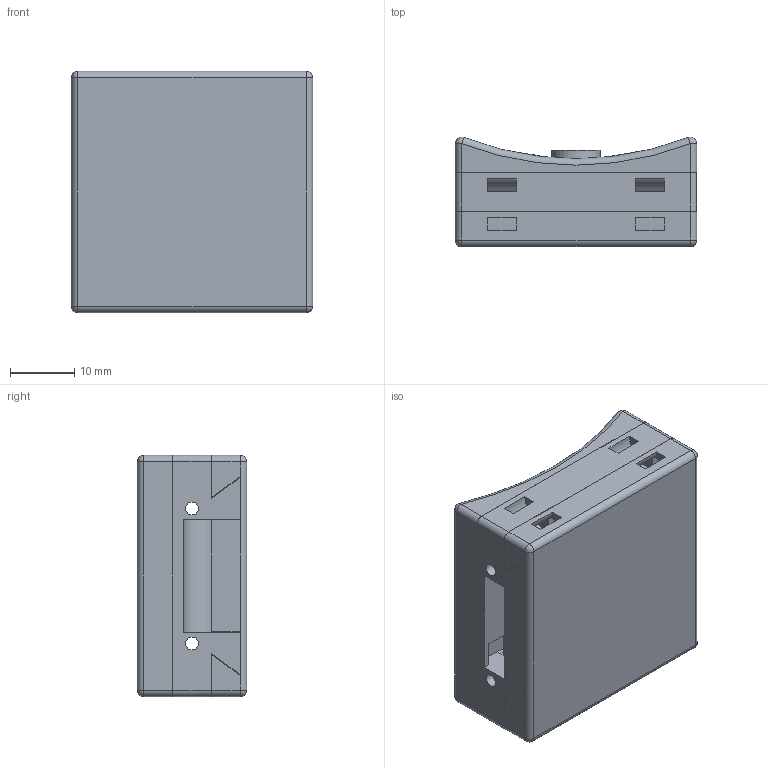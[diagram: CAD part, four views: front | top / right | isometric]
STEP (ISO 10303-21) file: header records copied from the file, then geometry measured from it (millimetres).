
FILE_DESCRIPTION(/* description */ ('STEP AP242','CAx-IF Rec.Pracs.---Representation and Presentation of Product Manufacturing Information (PMI)---4.0---2014-10-13','CAx-IF Rec.Pracs.---3D Tessellated Geometry---0.4---2014-09-14','2;1'),/* implementation_level */ '2;1');
FILE_NAME(/* name */ '64dbcc5e50dd2c76178e0a81',/* time_stamp */ '2023-08-15T19:05:03Z',/* author */ (''),/* organization */ (''),/* preprocessor_version */ 'ST-DEVELOPER v19.4',/* originating_system */ ' ',/* authorisation */ ' ');
FILE_SCHEMA (('AP242_MANAGED_MODEL_BASED_3D_ENGINEERING_MIM_LF { 1 0 10303 442 1 1 4 }'));
Length unit declared in the file: metre
Products named in the file (4): FSR Depressor; TPE Pad; Upper Housing; Lower Housing
Bounding box: 37.5 x 17.01 x 37.5 mm (x, y, z)
Volume: 12967.6 mm3; surface area: 12506.5 mm2
Topology: 4 solids, 4 shells, 155 faces, 421 edges, 263 vertices
Faces by surface type: plane 95, cylinder 42, sphere 8, bspline 8, torus 2
Full cylindrical faces by diameter (mm): 2 x2, 7.62 x2
Entity records: 5464 total; most frequent: CARTESIAN_POINT 1500, ORIENTED_EDGE 816, DIRECTION 773, EDGE_CURVE 408, LINE 297, VECTOR 297, VERTEX_POINT 262, AXIS2_PLACEMENT_3D 238
